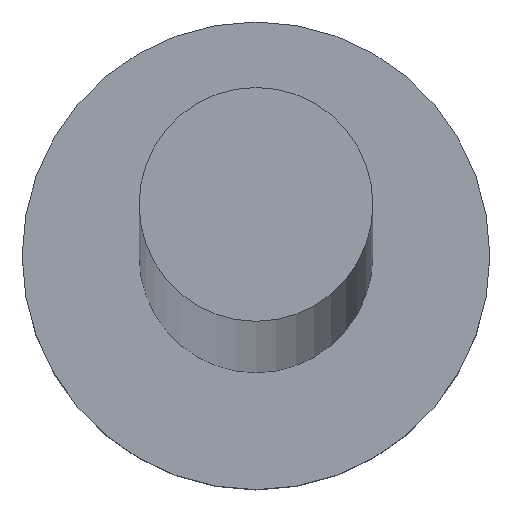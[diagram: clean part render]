
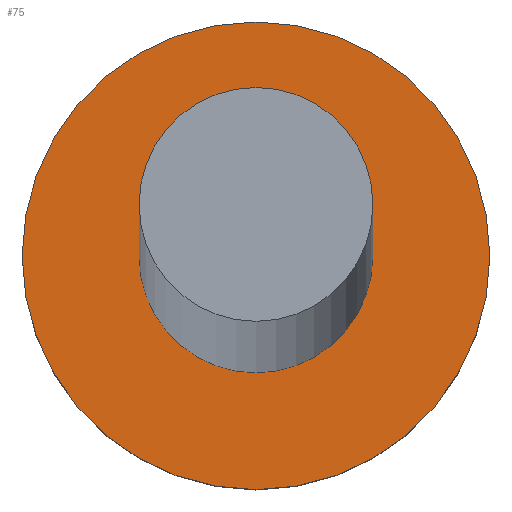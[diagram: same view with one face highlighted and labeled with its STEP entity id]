
A CAD part, top view. The second image highlights one B-rep face of the part: STEP entity #75.
In plain terms, the highlighted planar face has unit normal (0, 0, 1).
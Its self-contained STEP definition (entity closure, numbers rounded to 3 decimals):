
#4 = CARTESIAN_POINT ( 'NONE',  ( 0., 0., 2. ) ) ;
#9 = AXIS2_PLACEMENT_3D ( 'NONE', #81, #219, #18 ) ;
#18 = DIRECTION ( 'NONE',  ( 1., 0., 0. ) ) ;
#19 = EDGE_CURVE ( 'NONE', #203, #108, #119, .T. ) ;
#24 = EDGE_LOOP ( 'NONE', ( #68, #125 ) ) ;
#36 = DIRECTION ( 'NONE',  ( 0., 0., 1. ) ) ;
#37 = CARTESIAN_POINT ( 'NONE',  ( 0., 0., 2. ) ) ;
#38 = FACE_OUTER_BOUND ( 'NONE', #24, .T. ) ;
#39 = CARTESIAN_POINT ( 'NONE',  ( 0., 0., 2. ) ) ;
#40 = AXIS2_PLACEMENT_3D ( 'NONE', #39, #232, #200 ) ;
#52 = CARTESIAN_POINT ( 'NONE',  ( -1.25, 0., 2. ) ) ;
#64 = DIRECTION ( 'NONE',  ( 0., 0., 1. ) ) ;
#68 = ORIENTED_EDGE ( 'NONE', *, *, #110, .T. ) ;
#75 = ADVANCED_FACE ( 'NONE', ( #215, #38 ), #159, .T. ) ;
#76 = CIRCLE ( 'NONE', #135, 2.5 ) ;
#78 = CARTESIAN_POINT ( 'NONE',  ( 1.25, 0., 2. ) ) ;
#79 = EDGE_CURVE ( 'NONE', #169, #186, #76, .T. ) ;
#81 = CARTESIAN_POINT ( 'NONE',  ( 0., 0., 2. ) ) ;
#90 = DIRECTION ( 'NONE',  ( 1., 0., 0. ) ) ;
#101 = AXIS2_PLACEMENT_3D ( 'NONE', #4, #64, #90 ) ;
#108 = VERTEX_POINT ( 'NONE', #78 ) ;
#110 = EDGE_CURVE ( 'NONE', #186, #169, #174, .T. ) ;
#119 = CIRCLE ( 'NONE', #101, 1.25 ) ;
#123 = ORIENTED_EDGE ( 'NONE', *, *, #19, .F. ) ;
#125 = ORIENTED_EDGE ( 'NONE', *, *, #79, .T. ) ;
#135 = AXIS2_PLACEMENT_3D ( 'NONE', #165, #181, #138 ) ;
#138 = DIRECTION ( 'NONE',  ( 1., 0., 0. ) ) ;
#141 = CARTESIAN_POINT ( 'NONE',  ( 2.5, 0., 2. ) ) ;
#147 = CIRCLE ( 'NONE', #180, 1.25 ) ;
#150 = EDGE_LOOP ( 'NONE', ( #123, #172 ) ) ;
#159 = PLANE ( 'NONE',  #9 ) ;
#165 = CARTESIAN_POINT ( 'NONE',  ( 0., 0., 2. ) ) ;
#169 = VERTEX_POINT ( 'NONE', #141 ) ;
#172 = ORIENTED_EDGE ( 'NONE', *, *, #227, .F. ) ;
#174 = CIRCLE ( 'NONE', #40, 2.5 ) ;
#180 = AXIS2_PLACEMENT_3D ( 'NONE', #37, #36, #207 ) ;
#181 = DIRECTION ( 'NONE',  ( 0., 0., 1. ) ) ;
#186 = VERTEX_POINT ( 'NONE', #230 ) ;
#200 = DIRECTION ( 'NONE',  ( 1., 0., 0. ) ) ;
#203 = VERTEX_POINT ( 'NONE', #52 ) ;
#207 = DIRECTION ( 'NONE',  ( 1., 0., 0. ) ) ;
#215 = FACE_BOUND ( 'NONE', #150, .T. ) ;
#219 = DIRECTION ( 'NONE',  ( 0., 0., 1. ) ) ;
#227 = EDGE_CURVE ( 'NONE', #108, #203, #147, .T. ) ;
#230 = CARTESIAN_POINT ( 'NONE',  ( -2.5, 0., 2. ) ) ;
#232 = DIRECTION ( 'NONE',  ( 0., 0., 1. ) ) ;
